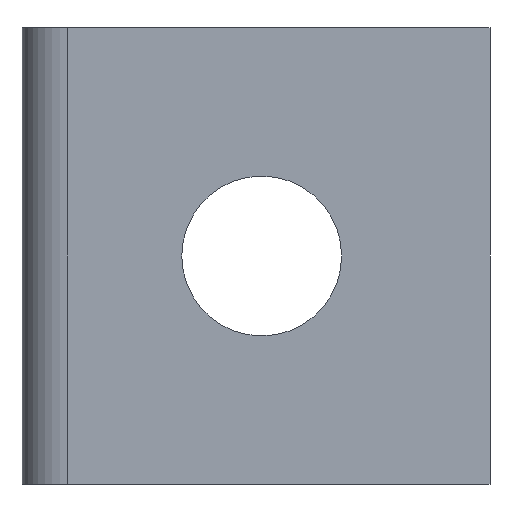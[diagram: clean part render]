
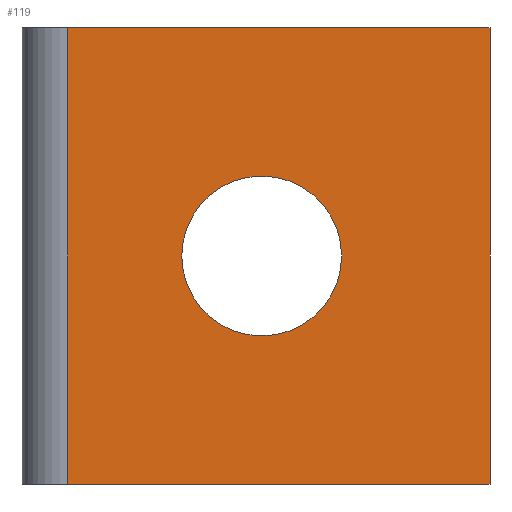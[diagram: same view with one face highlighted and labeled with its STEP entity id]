
A CAD part, front view. The second image highlights one B-rep face of the part: STEP entity #119.
In plain terms, the highlighted planar face has unit normal (0, -1, 0).
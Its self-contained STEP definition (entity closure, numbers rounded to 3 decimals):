
#1 = EDGE_LOOP ( 'NONE', ( #418, #42, #516, #143 ) ) ;
#9 = CIRCLE ( 'NONE', #338, 7. ) ;
#31 = CARTESIAN_POINT ( 'NONE',  ( 4., 0., 40. ) ) ;
#42 = ORIENTED_EDGE ( 'NONE', *, *, #193, .T. ) ;
#47 = DIRECTION ( 'NONE',  ( 1., 0., 0. ) ) ;
#50 = DIRECTION ( 'NONE',  ( 1., 0., 0. ) ) ;
#53 = VERTEX_POINT ( 'NONE', #226 ) ;
#56 = EDGE_LOOP ( 'NONE', ( #422, #294 ) ) ;
#59 = VECTOR ( 'NONE', #50, 1000. ) ;
#72 = EDGE_CURVE ( 'NONE', #416, #138, #9, .T. ) ;
#74 = FACE_OUTER_BOUND ( 'NONE', #1, .T. ) ;
#87 = CARTESIAN_POINT ( 'NONE',  ( 0., 0., 40. ) ) ;
#88 = VERTEX_POINT ( 'NONE', #350 ) ;
#105 = CIRCLE ( 'NONE', #224, 7. ) ;
#114 = EDGE_CURVE ( 'NONE', #138, #416, #105, .T. ) ;
#119 = ADVANCED_FACE ( 'NONE', ( #514, #74 ), #196, .F. ) ;
#120 = DIRECTION ( 'NONE',  ( 0., 1., 0. ) ) ;
#138 = VERTEX_POINT ( 'NONE', #155 ) ;
#143 = ORIENTED_EDGE ( 'NONE', *, *, #232, .F. ) ;
#145 = DIRECTION ( 'NONE',  ( 0., 1., 0. ) ) ;
#149 = CARTESIAN_POINT ( 'NONE',  ( 0., 0., 40. ) ) ;
#151 = VECTOR ( 'NONE', #320, 1000. ) ;
#153 = CARTESIAN_POINT ( 'NONE',  ( 41., 0., 40. ) ) ;
#155 = CARTESIAN_POINT ( 'NONE',  ( 21., 0., 13. ) ) ;
#178 = CARTESIAN_POINT ( 'NONE',  ( 21., 0., 27. ) ) ;
#181 = VECTOR ( 'NONE', #479, 1000. ) ;
#193 = EDGE_CURVE ( 'NONE', #53, #213, #241, .T. ) ;
#196 = PLANE ( 'NONE',  #512 ) ;
#200 = CARTESIAN_POINT ( 'NONE',  ( 4., 0., 0. ) ) ;
#213 = VERTEX_POINT ( 'NONE', #200 ) ;
#224 = AXIS2_PLACEMENT_3D ( 'NONE', #324, #234, #368 ) ;
#226 = CARTESIAN_POINT ( 'NONE',  ( 4., 0., 40. ) ) ;
#232 = EDGE_CURVE ( 'NONE', #88, #317, #438, .T. ) ;
#234 = DIRECTION ( 'NONE',  ( 0., 1., 0. ) ) ;
#241 = LINE ( 'NONE', #31, #181 ) ;
#280 = EDGE_CURVE ( 'NONE', #53, #88, #482, .T. ) ;
#294 = ORIENTED_EDGE ( 'NONE', *, *, #114, .T. ) ;
#317 = VERTEX_POINT ( 'NONE', #406 ) ;
#320 = DIRECTION ( 'NONE',  ( 0., 0., -1. ) ) ;
#324 = CARTESIAN_POINT ( 'NONE',  ( 21., 0., 20. ) ) ;
#328 = EDGE_CURVE ( 'NONE', #213, #317, #373, .T. ) ;
#338 = AXIS2_PLACEMENT_3D ( 'NONE', #504, #145, #501 ) ;
#350 = CARTESIAN_POINT ( 'NONE',  ( 41., 0., 40. ) ) ;
#368 = DIRECTION ( 'NONE',  ( 0., 0., 1. ) ) ;
#373 = LINE ( 'NONE', #410, #434 ) ;
#406 = CARTESIAN_POINT ( 'NONE',  ( 41., 0., 0. ) ) ;
#410 = CARTESIAN_POINT ( 'NONE',  ( 0., 0., 0. ) ) ;
#416 = VERTEX_POINT ( 'NONE', #178 ) ;
#418 = ORIENTED_EDGE ( 'NONE', *, *, #280, .F. ) ;
#422 = ORIENTED_EDGE ( 'NONE', *, *, #72, .T. ) ;
#434 = VECTOR ( 'NONE', #47, 1000. ) ;
#438 = LINE ( 'NONE', #153, #151 ) ;
#477 = DIRECTION ( 'NONE',  ( 0., 0., 1. ) ) ;
#479 = DIRECTION ( 'NONE',  ( 0., 0., -1. ) ) ;
#482 = LINE ( 'NONE', #87, #59 ) ;
#501 = DIRECTION ( 'NONE',  ( 0., 0., 1. ) ) ;
#504 = CARTESIAN_POINT ( 'NONE',  ( 21., 0., 20. ) ) ;
#512 = AXIS2_PLACEMENT_3D ( 'NONE', #149, #120, #477 ) ;
#514 = FACE_BOUND ( 'NONE', #56, .T. ) ;
#516 = ORIENTED_EDGE ( 'NONE', *, *, #328, .T. ) ;
